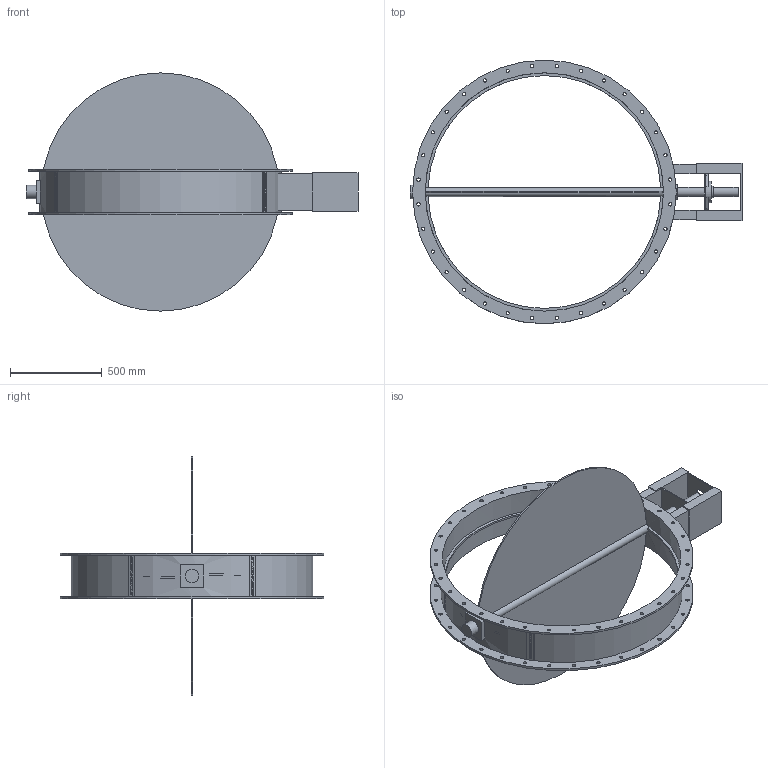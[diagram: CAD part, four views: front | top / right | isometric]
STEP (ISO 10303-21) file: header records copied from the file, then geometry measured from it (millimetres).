
FILE_DESCRIPTION(/* description */ ('SWEDENBORG – Quotation model (for reference)'),/* implementation_level */ '2;1');
FILE_NAME(/* name */ 'SWEDAMPER-S150-DN1300.stp',/* time_stamp */ '2026-02-06T12:47:17+01:00',/* author */ ('HB'),/* organization */ (''),/* preprocessor_version */ 'ST-DEVELOPER v20',/* originating_system */ 'Autodesk Inventor 2025',/* authorisation */ '');
FILE_SCHEMA (('AUTOMOTIVE_DESIGN { 1 0 10303 214 3 1 1 }'));
Length unit declared in the file: millimetre
Products named in the file (1): OffGen_Rund1ax
Bounding box: 1811 x 1438 x 1300 mm (x, y, z)
Volume: 39452290.6 mm3; surface area: 6767589.6 mm2
Topology: 1 solids, 2 shells, 711 faces, 1918 edges, 1277 vertices
Faces by surface type: plane 445, bspline 168, cylinder 98
Full cylindrical faces by diameter (mm): 18 x64, 50 x3, 62 x1, 70 x1, 75 x2, 117 x1, 1300 x2, 1438 x2
Entity records: 24841 total; most frequent: CARTESIAN_POINT 7078, ORIENTED_EDGE 3836, DIRECTION 2847, EDGE_CURVE 1918, LINE 1361, VECTOR 1361, VERTEX_POINT 1277, EDGE_LOOP 917
